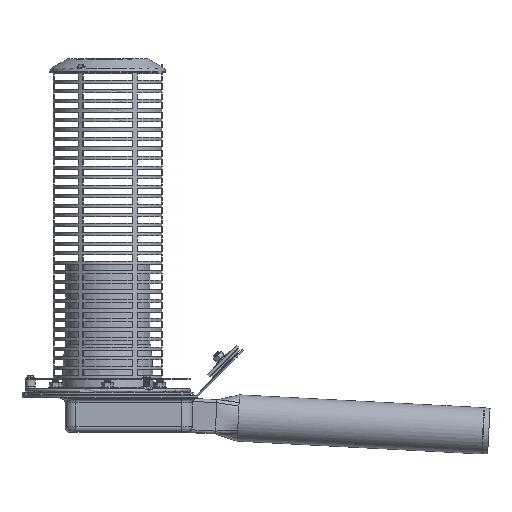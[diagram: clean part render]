
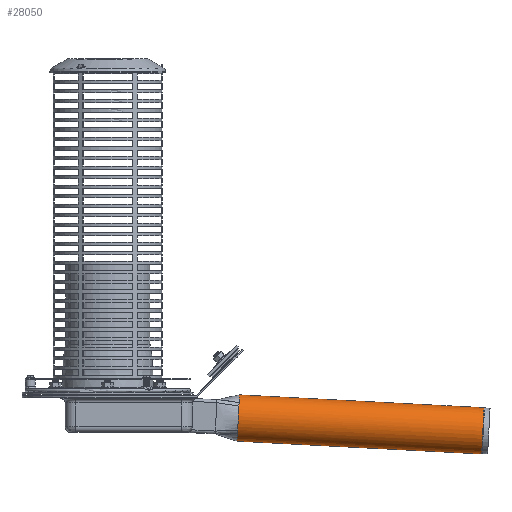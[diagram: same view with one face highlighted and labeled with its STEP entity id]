
A CAD part, front view. The second image highlights one B-rep face of the part: STEP entity #28050.
In plain terms, the highlighted cylindrical face has radius 365 mm (diameter 730 mm), a full revolution.
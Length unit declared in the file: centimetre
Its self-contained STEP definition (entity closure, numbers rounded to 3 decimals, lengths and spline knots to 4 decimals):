
#2403=FACE_OUTER_BOUND('',#3991,.T.);
#3991=EDGE_LOOP('',(#20521,#20522,#20523,#20524,#20525,#20526,#20527,#20528,
#20529,#20530,#20531,#20532,#20533,#20534,#20535,#20536,#20537,#20538));
#5908=LINE('',#43358,#8263);
#8263=VECTOR('',#34365,36.5);
#10609=CIRCLE('',#29968,36.5);
#10610=CIRCLE('',#29969,36.5);
#10615=CIRCLE('',#29976,36.5);
#10616=CIRCLE('',#29977,36.5);
#10617=CIRCLE('',#29978,36.5);
#10618=CIRCLE('',#29979,36.5);
#10619=CIRCLE('',#29980,36.5);
#10620=CIRCLE('',#29981,36.5);
#10621=CIRCLE('',#29982,36.5);
#10622=CIRCLE('',#29983,36.5);
#10623=CIRCLE('',#29984,36.5);
#10624=CIRCLE('',#29985,36.5);
#10625=CIRCLE('',#29986,36.5);
#10626=CIRCLE('',#29987,36.5);
#10627=CIRCLE('',#29988,36.5);
#10628=CIRCLE('',#29989,36.5);
#12487=VERTEX_POINT('',#43327);
#12488=VERTEX_POINT('',#43328);
#12492=VERTEX_POINT('',#43341);
#12493=VERTEX_POINT('',#43342);
#12494=VERTEX_POINT('',#43344);
#12495=VERTEX_POINT('',#43346);
#12496=VERTEX_POINT('',#43348);
#12497=VERTEX_POINT('',#43350);
#12498=VERTEX_POINT('',#43352);
#12499=VERTEX_POINT('',#43354);
#12500=VERTEX_POINT('',#43356);
#12501=VERTEX_POINT('',#43359);
#12502=VERTEX_POINT('',#43361);
#12503=VERTEX_POINT('',#43363);
#12504=VERTEX_POINT('',#43365);
#12505=VERTEX_POINT('',#43367);
#15515=EDGE_CURVE('',#12487,#12488,#10609,.T.);
#15516=EDGE_CURVE('',#12488,#12487,#10610,.T.);
#15522=EDGE_CURVE('',#12492,#12493,#10615,.T.);
#15523=EDGE_CURVE('',#12494,#12492,#10616,.T.);
#15524=EDGE_CURVE('',#12495,#12494,#10617,.T.);
#15525=EDGE_CURVE('',#12496,#12495,#10618,.T.);
#15526=EDGE_CURVE('',#12497,#12496,#10619,.T.);
#15527=EDGE_CURVE('',#12498,#12497,#10620,.T.);
#15528=EDGE_CURVE('',#12499,#12498,#10621,.T.);
#15529=EDGE_CURVE('',#12500,#12499,#10622,.T.);
#15530=EDGE_CURVE('',#12500,#12488,#5908,.T.);
#15531=EDGE_CURVE('',#12501,#12500,#10623,.T.);
#15532=EDGE_CURVE('',#12502,#12501,#10624,.T.);
#15533=EDGE_CURVE('',#12503,#12502,#10625,.T.);
#15534=EDGE_CURVE('',#12504,#12503,#10626,.T.);
#15535=EDGE_CURVE('',#12505,#12504,#10627,.T.);
#15536=EDGE_CURVE('',#12493,#12505,#10628,.T.);
#20521=ORIENTED_EDGE('',*,*,#15522,.F.);
#20522=ORIENTED_EDGE('',*,*,#15523,.F.);
#20523=ORIENTED_EDGE('',*,*,#15524,.F.);
#20524=ORIENTED_EDGE('',*,*,#15525,.F.);
#20525=ORIENTED_EDGE('',*,*,#15526,.F.);
#20526=ORIENTED_EDGE('',*,*,#15527,.F.);
#20527=ORIENTED_EDGE('',*,*,#15528,.F.);
#20528=ORIENTED_EDGE('',*,*,#15529,.F.);
#20529=ORIENTED_EDGE('',*,*,#15530,.T.);
#20530=ORIENTED_EDGE('',*,*,#15515,.F.);
#20531=ORIENTED_EDGE('',*,*,#15516,.F.);
#20532=ORIENTED_EDGE('',*,*,#15530,.F.);
#20533=ORIENTED_EDGE('',*,*,#15531,.F.);
#20534=ORIENTED_EDGE('',*,*,#15532,.F.);
#20535=ORIENTED_EDGE('',*,*,#15533,.F.);
#20536=ORIENTED_EDGE('',*,*,#15534,.F.);
#20537=ORIENTED_EDGE('',*,*,#15535,.F.);
#20538=ORIENTED_EDGE('',*,*,#15536,.F.);
#27555=CYLINDRICAL_SURFACE('',#29975,36.5);
#28050=ADVANCED_FACE('',(#2403),#27555,.T.);
#29968=AXIS2_PLACEMENT_3D('',#43329,#34332,#34333);
#29969=AXIS2_PLACEMENT_3D('',#43330,#34334,#34335);
#29975=AXIS2_PLACEMENT_3D('',#43340,#34347,#34348);
#29976=AXIS2_PLACEMENT_3D('',#43343,#34349,#34350);
#29977=AXIS2_PLACEMENT_3D('',#43345,#34351,#34352);
#29978=AXIS2_PLACEMENT_3D('',#43347,#34353,#34354);
#29979=AXIS2_PLACEMENT_3D('',#43349,#34355,#34356);
#29980=AXIS2_PLACEMENT_3D('',#43351,#34357,#34358);
#29981=AXIS2_PLACEMENT_3D('',#43353,#34359,#34360);
#29982=AXIS2_PLACEMENT_3D('',#43355,#34361,#34362);
#29983=AXIS2_PLACEMENT_3D('',#43357,#34363,#34364);
#29984=AXIS2_PLACEMENT_3D('',#43360,#34366,#34367);
#29985=AXIS2_PLACEMENT_3D('',#43362,#34368,#34369);
#29986=AXIS2_PLACEMENT_3D('',#43364,#34370,#34371);
#29987=AXIS2_PLACEMENT_3D('',#43366,#34372,#34373);
#29988=AXIS2_PLACEMENT_3D('',#43368,#34374,#34375);
#29989=AXIS2_PLACEMENT_3D('',#43369,#34376,#34377);
#34332=DIRECTION('center_axis',(0.999,0.,
-0.052));
#34333=DIRECTION('ref_axis',(-0.052,0.,-0.999));
#34334=DIRECTION('center_axis',(0.999,0.,
-0.052));
#34335=DIRECTION('ref_axis',(-0.052,0.,-0.999));
#34347=DIRECTION('center_axis',(-0.999,0.,
0.052));
#34348=DIRECTION('ref_axis',(0.052,0.,0.999));
#34349=DIRECTION('center_axis',(-0.999,0.,
0.052));
#34350=DIRECTION('ref_axis',(0.052,0.,0.999));
#34351=DIRECTION('center_axis',(-0.999,0.,
0.052));
#34352=DIRECTION('ref_axis',(0.052,0.,0.999));
#34353=DIRECTION('center_axis',(-0.999,0.,
0.052));
#34354=DIRECTION('ref_axis',(0.052,0.,0.999));
#34355=DIRECTION('center_axis',(-0.999,0.,
0.052));
#34356=DIRECTION('ref_axis',(0.052,0.,0.999));
#34357=DIRECTION('center_axis',(-0.999,0.,
0.052));
#34358=DIRECTION('ref_axis',(0.052,0.,0.999));
#34359=DIRECTION('center_axis',(-0.999,0.,
0.052));
#34360=DIRECTION('ref_axis',(0.052,0.,0.999));
#34361=DIRECTION('center_axis',(-0.999,0.,
0.052));
#34362=DIRECTION('ref_axis',(0.052,0.,0.999));
#34363=DIRECTION('center_axis',(-0.999,0.,
0.052));
#34364=DIRECTION('ref_axis',(0.052,0.,0.999));
#34365=DIRECTION('',(0.999,0.,-0.052));
#34366=DIRECTION('center_axis',(-0.999,0.,
0.052));
#34367=DIRECTION('ref_axis',(0.052,0.,0.999));
#34368=DIRECTION('center_axis',(-0.999,0.,
0.052));
#34369=DIRECTION('ref_axis',(0.052,0.,0.999));
#34370=DIRECTION('center_axis',(-0.999,0.,
0.052));
#34371=DIRECTION('ref_axis',(0.052,0.,0.999));
#34372=DIRECTION('center_axis',(-0.999,0.,
0.052));
#34373=DIRECTION('ref_axis',(0.052,0.,0.999));
#34374=DIRECTION('center_axis',(-0.999,0.,
0.052));
#34375=DIRECTION('ref_axis',(0.052,0.,0.999));
#34376=DIRECTION('center_axis',(-0.999,0.,
0.052));
#34377=DIRECTION('ref_axis',(0.052,0.,0.999));
#43327=CARTESIAN_POINT('',(725.6569,36.5,-52.4668));
#43328=CARTESIAN_POINT('',(723.7466,0.,-88.9168));
#43329=CARTESIAN_POINT('Origin',(725.6569,0.,-52.4668));
#43330=CARTESIAN_POINT('Origin',(725.6569,0.,-52.4668));
#43340=CARTESIAN_POINT('Origin',(533.2789,0.,-42.3847));
#43341=CARTESIAN_POINT('',(342.4537,0.,4.1661));
#43342=CARTESIAN_POINT('',(342.0719,21.8937,-3.1192));
#43343=CARTESIAN_POINT('Origin',(340.5434,0.,-32.2839));
#43344=CARTESIAN_POINT('',(342.0719,-21.8937,-3.1192));
#43345=CARTESIAN_POINT('Origin',(340.5434,0.,-32.2839));
#43346=CARTESIAN_POINT('',(341.8195,-27.1611,-7.9345));
#43347=CARTESIAN_POINT('Origin',(340.5434,0.,-32.2839));
#43348=CARTESIAN_POINT('',(341.5327,-31.2238,-13.4067));
#43349=CARTESIAN_POINT('Origin',(340.5434,0.,-32.2839));
#43350=CARTESIAN_POINT('',(339.5541,-31.2238,-51.161));
#43351=CARTESIAN_POINT('Origin',(340.5434,0.,-32.2839));
#43352=CARTESIAN_POINT('',(339.2673,-27.1611,-56.6333));
#43353=CARTESIAN_POINT('Origin',(340.5434,0.,-32.2839));
#43354=CARTESIAN_POINT('',(339.015,-21.8937,-61.4486));
#43355=CARTESIAN_POINT('Origin',(340.5434,0.,-32.2839));
#43356=CARTESIAN_POINT('',(338.6332,0.,-68.7339));
#43357=CARTESIAN_POINT('Origin',(340.5434,0.,-32.2839));
#43358=CARTESIAN_POINT('',(531.3687,0.,-78.8347));
#43359=CARTESIAN_POINT('',(339.015,21.8937,-61.4486));
#43360=CARTESIAN_POINT('Origin',(340.5434,0.,-32.2839));
#43361=CARTESIAN_POINT('',(339.2673,27.1611,-56.6333));
#43362=CARTESIAN_POINT('Origin',(340.5434,0.,-32.2839));
#43363=CARTESIAN_POINT('',(339.5541,31.2238,-51.161));
#43364=CARTESIAN_POINT('Origin',(340.5434,0.,-32.2839));
#43365=CARTESIAN_POINT('',(341.5327,31.2238,-13.4067));
#43366=CARTESIAN_POINT('Origin',(340.5434,0.,-32.2839));
#43367=CARTESIAN_POINT('',(341.8195,27.1611,-7.9345));
#43368=CARTESIAN_POINT('Origin',(340.5434,0.,-32.2839));
#43369=CARTESIAN_POINT('Origin',(340.5434,0.,-32.2839));
